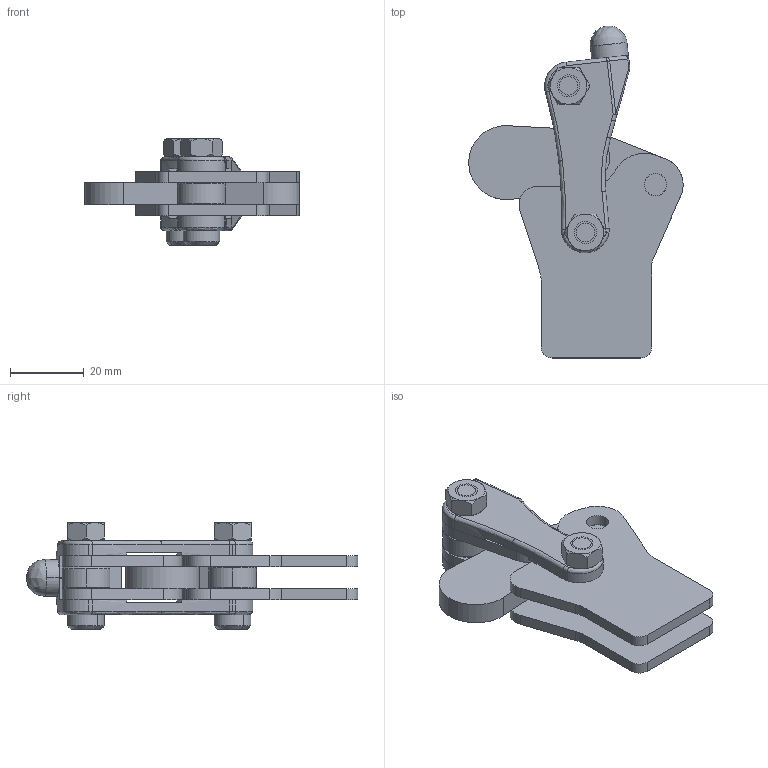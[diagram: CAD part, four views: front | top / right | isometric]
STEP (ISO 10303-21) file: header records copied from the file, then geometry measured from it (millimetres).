
FILE_DESCRIPTION (( 'STEP AP214' ), '1' );
FILE_NAME ('M32-2.STEP', '2023-11-23T06:01:00', ( '' ), ( '' ), 'SwSTEP 2.0', 'SolidWorks 2015', '' );
FILE_SCHEMA (( 'AUTOMOTIVE_DESIGN' ));
Length unit declared in the file: millimetre
Products named in the file (8): M32-2_lama; M34-2_05 - Cývata; M34-2_05 - Tirnak; M34-2_02 - Govde; M32-2; M34-2_07 - Ara halka; M32-2_ayak_lama; M34-2_05 - SOMUN
Assembly tree (10 placements, depth 2):
  M32-2
    M34-2_02 - Govde
    M34-2_05 - Tirnak  x2
    M34-2_07 - Ara halka
    M32-2_ayak_lama
    M32-2_lama
    M34-2_05 - Cývata  x2
    M34-2_05 - SOMUN  x2
Bounding box: 58.1 x 90.01 x 29 mm (x, y, z)
Volume: 29025.6 mm3; surface area: 21069.5 mm2
Topology: 14 solids, 14 shells, 254 faces, 611 edges, 382 vertices
Faces by surface type: cylinder 119, plane 84, cone 28, bspline 23
Entity records: 9720 total; most frequent: CARTESIAN_POINT 1955, DIRECTION 1129, ORIENTED_EDGE 1066, EDGE_CURVE 533, AXIS2_PLACEMENT_3D 439, VERTEX_POINT 336, EDGE_LOOP 253, LINE 251
